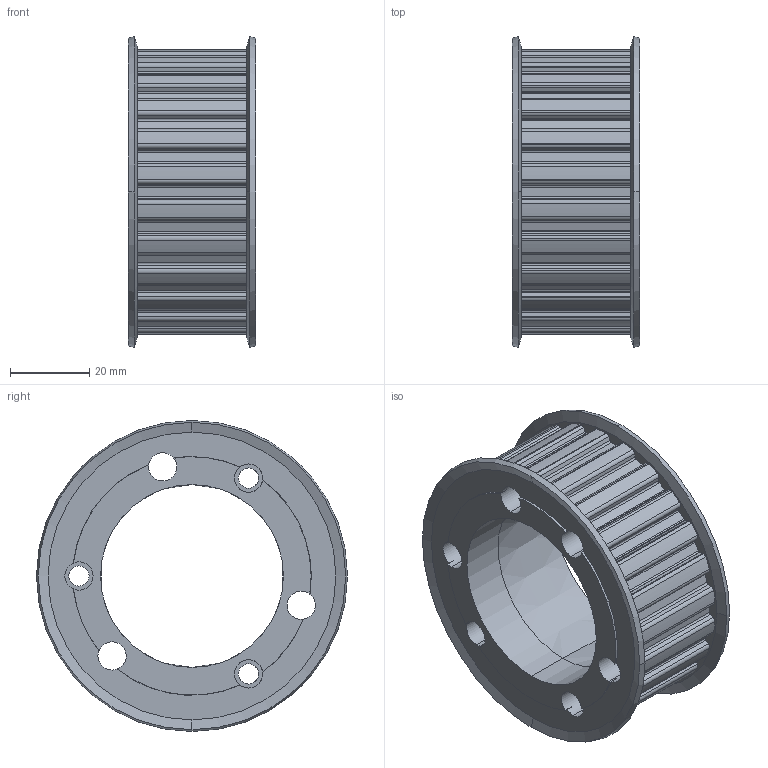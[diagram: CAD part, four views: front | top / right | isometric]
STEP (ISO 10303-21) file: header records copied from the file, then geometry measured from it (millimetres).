
FILE_DESCRIPTION (( 'STEP AP214' ), '1' );
FILE_NAME ('SQD24L100AF-SH.STEP', '2019-07-31T11:04:44', ( '' ), ( '' ), 'SwSTEP 2.0', 'SolidWorks 2018', '' );
FILE_SCHEMA (( 'AUTOMOTIVE_DESIGN' ));
Length unit declared in the file: inch
Products named in the file (1): SQD24L100AF-SH
Bounding box: 32.13 x 78.58 x 78.58 mm (x, y, z)
Volume: 63785.5 mm3; surface area: 25935.4 mm2
Topology: 1 solids, 1 shells, 293 faces, 884 edges, 588 vertices
Faces by surface type: cylinder 185, plane 93, cone 14, bspline 1
Entity records: 10316 total; most frequent: DIRECTION 1908, CARTESIAN_POINT 1877, ORIENTED_EDGE 1768, EDGE_CURVE 884, AXIS2_PLACEMENT_3D 735, VERTEX_POINT 588, CIRCLE 442, LINE 438
